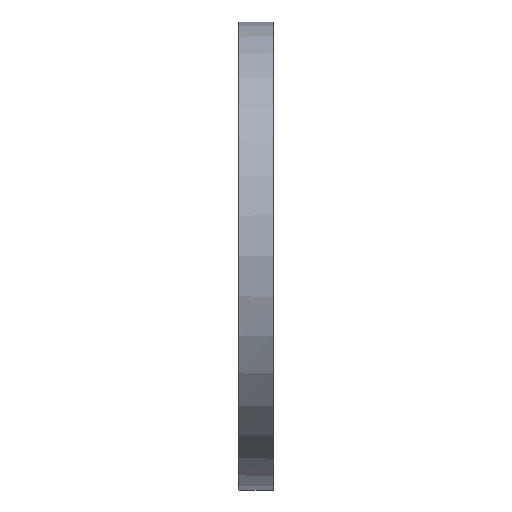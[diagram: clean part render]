
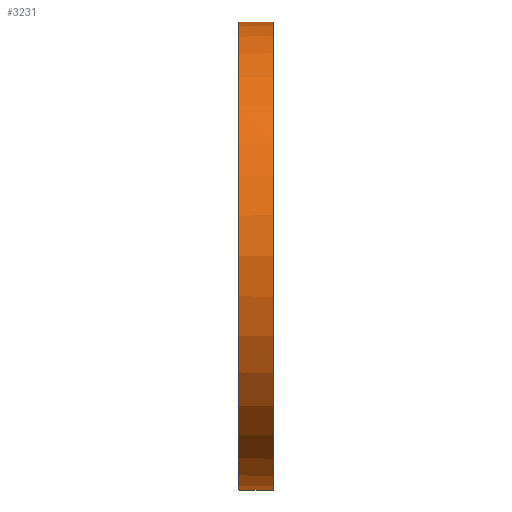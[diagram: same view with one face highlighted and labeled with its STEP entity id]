
A CAD part, left-side view. The second image highlights one B-rep face of the part: STEP entity #3231.
In plain terms, the highlighted cylindrical face has radius 184.15 mm (diameter 368.3 mm), a partial arc.
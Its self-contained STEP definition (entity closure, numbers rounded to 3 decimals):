
#197 = CARTESIAN_POINT ( 'NONE',  ( -1.5, 27.5, -184.144 ) ) ;
#336 = CARTESIAN_POINT ( 'NONE',  ( 0., 27.5, 0. ) ) ;
#592 = FACE_OUTER_BOUND ( 'NONE', #10449, .T. ) ;
#641 = AXIS2_PLACEMENT_3D ( 'NONE', #9208, #3480, #10185 ) ;
#998 = ORIENTED_EDGE ( 'NONE', *, *, #6808, .T. ) ;
#1113 = CARTESIAN_POINT ( 'NONE',  ( 0., -20.091, 0. ) ) ;
#1123 = CARTESIAN_POINT ( 'NONE',  ( -1.5, -20.091, 184.144 ) ) ;
#1158 = ORIENTED_EDGE ( 'NONE', *, *, #7650, .T. ) ;
#1303 = DIRECTION ( 'NONE',  ( 0., 0., -1. ) ) ;
#1404 = VECTOR ( 'NONE', #6826, 1000. ) ;
#1569 = EDGE_CURVE ( 'NONE', #1825, #9500, #3602, .T. ) ;
#1595 = AXIS2_PLACEMENT_3D ( 'NONE', #336, #6988, #1303 ) ;
#1799 = CARTESIAN_POINT ( 'NONE',  ( -1.5, -20.091, -184.144 ) ) ;
#1825 = VERTEX_POINT ( 'NONE', #9132 ) ;
#1977 = CIRCLE ( 'NONE', #7002, 184.15 ) ;
#2574 = EDGE_CURVE ( 'NONE', #5204, #10855, #6860, .T. ) ;
#3231 = ADVANCED_FACE ( 'NONE', ( #592 ), #7577, .T. ) ;
#3466 = DIRECTION ( 'NONE',  ( 0., -1., 0. ) ) ;
#3480 = DIRECTION ( 'NONE',  ( 0., 1., 0. ) ) ;
#3577 = CIRCLE ( 'NONE', #4620, 184.15 ) ;
#3602 = LINE ( 'NONE', #1123, #1404 ) ;
#3614 = CARTESIAN_POINT ( 'NONE',  ( 0., 0.5, -184.15 ) ) ;
#3638 = EDGE_CURVE ( 'NONE', #4136, #6987, #11418, .T. ) ;
#4136 = VERTEX_POINT ( 'NONE', #197 ) ;
#4167 = CARTESIAN_POINT ( 'NONE',  ( 0., -20.091, -184.15 ) ) ;
#4232 = DIRECTION ( 'NONE',  ( 0., -1., 0. ) ) ;
#4477 = ORIENTED_EDGE ( 'NONE', *, *, #6534, .T. ) ;
#4620 = AXIS2_PLACEMENT_3D ( 'NONE', #9190, #3466, #10166 ) ;
#4648 = DIRECTION ( 'NONE',  ( 0., -1., 0. ) ) ;
#4909 = VERTEX_POINT ( 'NONE', #3614 ) ;
#5204 = VERTEX_POINT ( 'NONE', #7922 ) ;
#5392 = DIRECTION ( 'NONE',  ( 0., -1., 0. ) ) ;
#5730 = CARTESIAN_POINT ( 'NONE',  ( 0., 26.7, -184.15 ) ) ;
#5947 = ORIENTED_EDGE ( 'NONE', *, *, #11678, .T. ) ;
#6037 = VECTOR ( 'NONE', #4648, 1000. ) ;
#6534 = EDGE_CURVE ( 'NONE', #7161, #4909, #10374, .T. ) ;
#6538 = CARTESIAN_POINT ( 'NONE',  ( -1.5, 27.5, 184.144 ) ) ;
#6808 = EDGE_CURVE ( 'NONE', #9500, #4136, #7056, .T. ) ;
#6826 = DIRECTION ( 'NONE',  ( 0., 1., 0. ) ) ;
#6860 = LINE ( 'NONE', #10151, #7460 ) ;
#6930 = ORIENTED_EDGE ( 'NONE', *, *, #8007, .T. ) ;
#6987 = VERTEX_POINT ( 'NONE', #7291 ) ;
#6988 = DIRECTION ( 'NONE',  ( 0., -1., 0. ) ) ;
#7002 = AXIS2_PLACEMENT_3D ( 'NONE', #9956, #4232, #10940 ) ;
#7056 = CIRCLE ( 'NONE', #1595, 184.15 ) ;
#7161 = VERTEX_POINT ( 'NONE', #5730 ) ;
#7210 = ORIENTED_EDGE ( 'NONE', *, *, #2574, .F. ) ;
#7291 = CARTESIAN_POINT ( 'NONE',  ( -1.5, 26.7, -184.144 ) ) ;
#7460 = VECTOR ( 'NONE', #5392, 1000. ) ;
#7540 = DIRECTION ( 'NONE',  ( 0., -1., 0. ) ) ;
#7577 = CYLINDRICAL_SURFACE ( 'NONE', #10945, 184.15 ) ;
#7650 = EDGE_CURVE ( 'NONE', #6987, #7161, #1977, .T. ) ;
#7922 = CARTESIAN_POINT ( 'NONE',  ( 0., 26.7, 184.15 ) ) ;
#8007 = EDGE_CURVE ( 'NONE', #5204, #1825, #3577, .T. ) ;
#8118 = CIRCLE ( 'NONE', #641, 184.15 ) ;
#8749 = CARTESIAN_POINT ( 'NONE',  ( 0., 0.5, 184.15 ) ) ;
#9132 = CARTESIAN_POINT ( 'NONE',  ( -1.5, 26.7, 184.144 ) ) ;
#9190 = CARTESIAN_POINT ( 'NONE',  ( 0., 26.7, 0. ) ) ;
#9208 = CARTESIAN_POINT ( 'NONE',  ( 0., 0.5, 0. ) ) ;
#9500 = VERTEX_POINT ( 'NONE', #6538 ) ;
#9706 = DIRECTION ( 'NONE',  ( 0., -1., 0. ) ) ;
#9956 = CARTESIAN_POINT ( 'NONE',  ( 0., 26.7, 0. ) ) ;
#10151 = CARTESIAN_POINT ( 'NONE',  ( 0., -20.091, 184.15 ) ) ;
#10166 = DIRECTION ( 'NONE',  ( 0., 0., -1. ) ) ;
#10185 = DIRECTION ( 'NONE',  ( 0., 0., 1. ) ) ;
#10374 = LINE ( 'NONE', #4167, #12311 ) ;
#10449 = EDGE_LOOP ( 'NONE', ( #7210, #6930, #10566, #998, #11764, #1158, #4477, #5947 ) ) ;
#10566 = ORIENTED_EDGE ( 'NONE', *, *, #1569, .T. ) ;
#10855 = VERTEX_POINT ( 'NONE', #8749 ) ;
#10940 = DIRECTION ( 'NONE',  ( 0., 0., -1. ) ) ;
#10945 = AXIS2_PLACEMENT_3D ( 'NONE', #1113, #9706, #11644 ) ;
#11418 = LINE ( 'NONE', #1799, #6037 ) ;
#11644 = DIRECTION ( 'NONE',  ( 0., 0., -1. ) ) ;
#11678 = EDGE_CURVE ( 'NONE', #4909, #10855, #8118, .T. ) ;
#11764 = ORIENTED_EDGE ( 'NONE', *, *, #3638, .T. ) ;
#12311 = VECTOR ( 'NONE', #7540, 1000. ) ;
